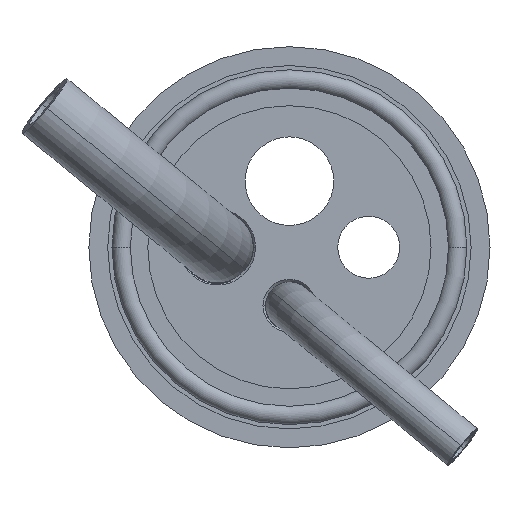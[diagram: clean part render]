
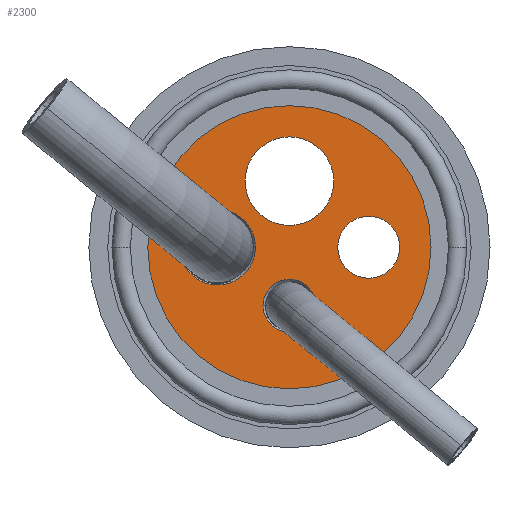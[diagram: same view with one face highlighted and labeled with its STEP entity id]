
A CAD part, front view. The second image highlights one B-rep face of the part: STEP entity #2300.
In plain terms, the highlighted planar face has unit normal (0, -1, 0).
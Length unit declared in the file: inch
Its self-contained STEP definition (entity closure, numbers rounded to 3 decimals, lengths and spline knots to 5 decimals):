
#155=CARTESIAN_POINT('',(0.,0.05,0.));
#156=DIRECTION('',(0.,-1.,0.));
#157=DIRECTION('',(1.,0.,0.));
#158=AXIS2_PLACEMENT_3D('',#155,#156,#157);
#160=CARTESIAN_POINT('',(0.,0.05,0.));
#161=DIRECTION('',(0.,-1.,0.));
#162=DIRECTION('',(-1.,0.,0.));
#163=AXIS2_PLACEMENT_3D('',#160,#161,#162);
#165=CARTESIAN_POINT('',(0.,0.05,0.35));
#166=DIRECTION('',(0.,-1.,0.));
#167=DIRECTION('',(-1.,0.,0.));
#168=AXIS2_PLACEMENT_3D('',#165,#166,#167);
#170=CARTESIAN_POINT('',(0.,0.05,0.35));
#171=DIRECTION('',(0.,-1.,0.));
#172=DIRECTION('',(1.,0.,0.));
#173=AXIS2_PLACEMENT_3D('',#170,#171,#172);
#175=CARTESIAN_POINT('',(0.42,0.05,0.));
#176=DIRECTION('',(0.,-1.,0.));
#177=DIRECTION('',(-1.,0.,0.));
#178=AXIS2_PLACEMENT_3D('',#175,#176,#177);
#180=CARTESIAN_POINT('',(0.42,0.05,0.));
#181=DIRECTION('',(0.,-1.,0.));
#182=DIRECTION('',(1.,0.,0.));
#183=AXIS2_PLACEMENT_3D('',#180,#181,#182);
#185=CARTESIAN_POINT('',(-0.38,0.05,0.));
#186=DIRECTION('',(0.,-1.,0.));
#187=DIRECTION('',(-1.,0.,0.));
#188=AXIS2_PLACEMENT_3D('',#185,#186,#187);
#190=CARTESIAN_POINT('',(-0.38,0.05,0.));
#191=DIRECTION('',(0.,-1.,0.));
#192=DIRECTION('',(1.,0.,0.));
#193=AXIS2_PLACEMENT_3D('',#190,#191,#192);
#195=CARTESIAN_POINT('',(0.,0.05,-0.31));
#196=DIRECTION('',(0.,-1.,0.));
#197=DIRECTION('',(-1.,0.,0.));
#198=AXIS2_PLACEMENT_3D('',#195,#196,#197);
#200=CARTESIAN_POINT('',(0.,0.05,-0.31));
#201=DIRECTION('',(0.,-1.,0.));
#202=DIRECTION('',(1.,0.,0.));
#203=AXIS2_PLACEMENT_3D('',#200,#201,#202);
#1940=CARTESIAN_POINT('',(0.75,0.05,0.));
#1941=CARTESIAN_POINT('',(-0.75,0.05,0.));
#1942=VERTEX_POINT('',#1940);
#1943=VERTEX_POINT('',#1941);
#1952=CARTESIAN_POINT('',(-0.2345,0.05,0.35));
#1953=CARTESIAN_POINT('',(0.2345,0.05,0.35));
#1954=VERTEX_POINT('',#1952);
#1955=VERTEX_POINT('',#1953);
#1960=CARTESIAN_POINT('',(0.256,0.05,0.));
#1961=CARTESIAN_POINT('',(0.584,0.05,0.));
#1962=VERTEX_POINT('',#1960);
#1963=VERTEX_POINT('',#1961);
#2059=CARTESIAN_POINT('',(-0.58,0.05,0.));
#2060=CARTESIAN_POINT('',(-0.18,0.05,0.));
#2061=VERTEX_POINT('',#2059);
#2062=VERTEX_POINT('',#2060);
#2063=CARTESIAN_POINT('',(-0.14,0.05,-0.31));
#2064=CARTESIAN_POINT('',(0.14,0.05,-0.31));
#2065=VERTEX_POINT('',#2063);
#2066=VERTEX_POINT('',#2064);
#2267=CARTESIAN_POINT('',(0.,0.05,0.));
#2268=DIRECTION('',(0.,-1.,0.));
#2269=DIRECTION('',(1.,0.,0.));
#2270=AXIS2_PLACEMENT_3D('',#2267,#2268,#2269);
#2271=PLANE('',#2270);
#2273=ORIENTED_EDGE('',*,*,#2272,.F.);
#2275=ORIENTED_EDGE('',*,*,#2274,.F.);
#2276=EDGE_LOOP('',(#2273,#2275));
#2277=FACE_OUTER_BOUND('',#2276,.F.);
#2278=ORIENTED_EDGE('',*,*,#2247,.T.);
#2279=ORIENTED_EDGE('',*,*,#2261,.T.);
#2280=EDGE_LOOP('',(#2278,#2279));
#2281=FACE_BOUND('',#2280,.F.);
#2283=ORIENTED_EDGE('',*,*,#2282,.T.);
#2285=ORIENTED_EDGE('',*,*,#2284,.T.);
#2286=EDGE_LOOP('',(#2283,#2285));
#2287=FACE_BOUND('',#2286,.F.);
#2289=ORIENTED_EDGE('',*,*,#2288,.T.);
#2291=ORIENTED_EDGE('',*,*,#2290,.T.);
#2292=EDGE_LOOP('',(#2289,#2291));
#2293=FACE_BOUND('',#2292,.F.);
#2295=ORIENTED_EDGE('',*,*,#2294,.T.);
#2297=ORIENTED_EDGE('',*,*,#2296,.T.);
#2298=EDGE_LOOP('',(#2295,#2297));
#2299=FACE_BOUND('',#2298,.F.);
#2300=ADVANCED_FACE('',(#2277,#2281,#2287,#2293,#2299),#2271,.T.);
#159=CIRCLE('',#158,0.75);
#164=CIRCLE('',#163,0.75);
#169=CIRCLE('',#168,0.2345);
#174=CIRCLE('',#173,0.2345);
#179=CIRCLE('',#178,0.164);
#184=CIRCLE('',#183,0.164);
#189=CIRCLE('',#188,0.2);
#194=CIRCLE('',#193,0.2);
#199=CIRCLE('',#198,0.14);
#204=CIRCLE('',#203,0.14);
#2247=EDGE_CURVE('',#1954,#1955,#169,.T.);
#2261=EDGE_CURVE('',#1955,#1954,#174,.T.);
#2272=EDGE_CURVE('',#1942,#1943,#159,.T.);
#2274=EDGE_CURVE('',#1943,#1942,#164,.T.);
#2282=EDGE_CURVE('',#1962,#1963,#179,.T.);
#2284=EDGE_CURVE('',#1963,#1962,#184,.T.);
#2288=EDGE_CURVE('',#2061,#2062,#189,.T.);
#2290=EDGE_CURVE('',#2062,#2061,#194,.T.);
#2294=EDGE_CURVE('',#2065,#2066,#199,.T.);
#2296=EDGE_CURVE('',#2066,#2065,#204,.T.);
